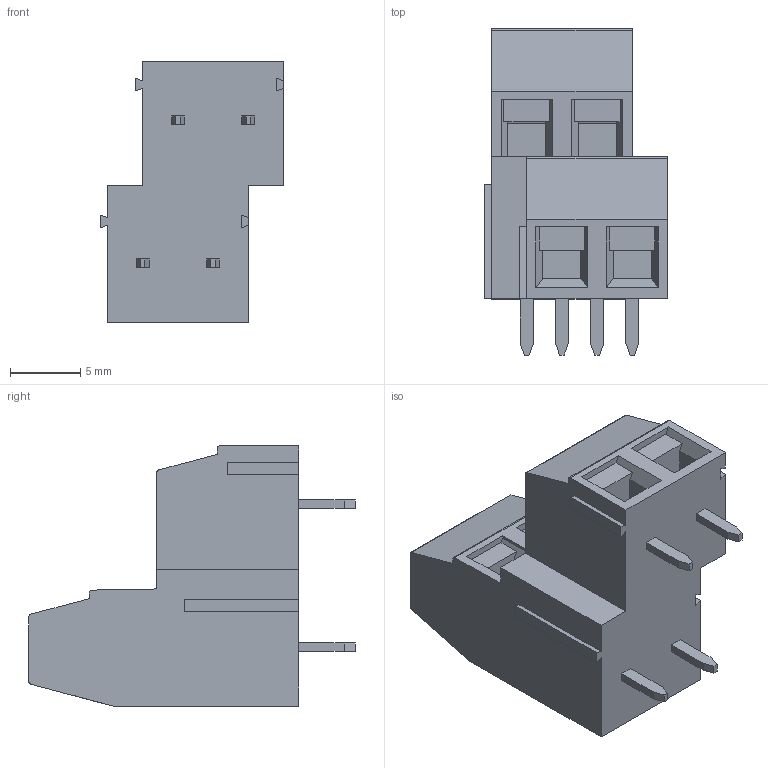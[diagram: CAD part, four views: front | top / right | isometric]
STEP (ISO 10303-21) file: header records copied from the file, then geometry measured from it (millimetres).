
FILE_DESCRIPTION (( 'STEP AP214' ), '1' );
FILE_NAME ('DG127A-5.0-04P-4Y-00AH.STEP', '2021-01-02T02:05:08', ( '' ), ( '' ), 'SwSTEP 2.0', 'SolidWorks 2020', '' );
FILE_SCHEMA (( 'AUTOMOTIVE_DESIGN' ));
Length unit declared in the file: millimetre
Products named in the file (1): DG127A-5.0-04P-4Y-00AH
Bounding box: 13 x 23.2 x 18.5 mm (x, y, z)
Volume: 2164.2 mm3; surface area: 1910.8 mm2
Topology: 1 solids, 1 shells, 467 faces, 1259 edges, 834 vertices
Faces by surface type: plane 309, bspline 125, cylinder 21, torus 12
Entity records: 24600 total; most frequent: CARTESIAN_POINT 9742, ORIENTED_EDGE 2518, DIRECTION 1753, EDGE_CURVE 1259, LINE 919, VECTOR 919, VERTEX_POINT 834, EDGE_LOOP 511
